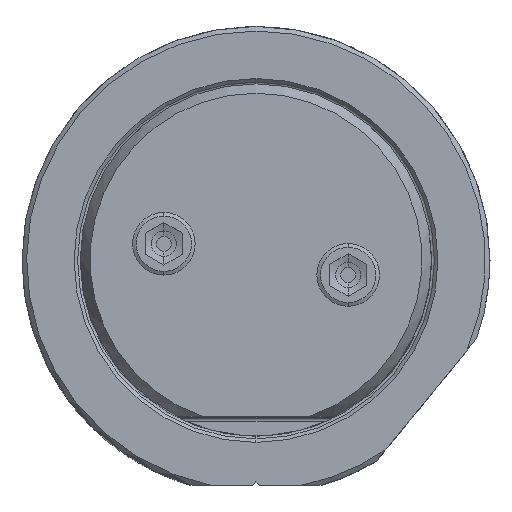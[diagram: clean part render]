
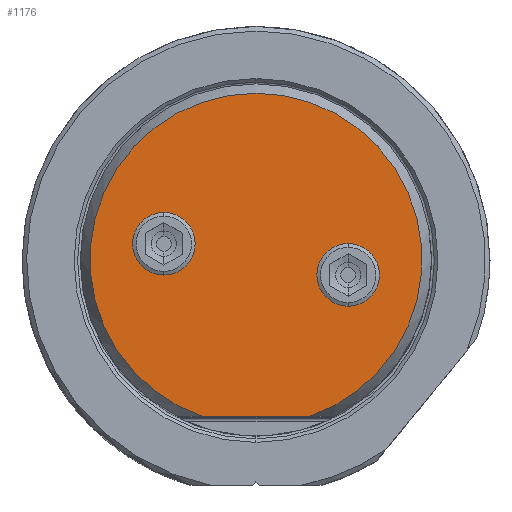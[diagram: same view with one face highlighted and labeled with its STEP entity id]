
A CAD part, top view. The second image highlights one B-rep face of the part: STEP entity #1176.
In plain terms, the highlighted planar face has unit normal (0, 0, 1).
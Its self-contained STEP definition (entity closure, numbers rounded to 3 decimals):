
#88=FACE_BOUND('',#1874,.T.);
#89=FACE_BOUND('',#1875,.T.);
#90=FACE_BOUND('',#1876,.T.);
#199=PLANE('',#6307);
#564=LINE('',#13300,#894);
#894=VECTOR('',#7441,1.);
#1176=ADVANCED_FACE('',(#88,#89,#90),#199,.T.);
#1874=EDGE_LOOP('',(#3111,#3112,#3113));
#1875=EDGE_LOOP('',(#3114,#3115));
#1876=EDGE_LOOP('',(#3116,#3117));
#3111=ORIENTED_EDGE('',*,*,#5141,.T.);
#3112=ORIENTED_EDGE('',*,*,#5144,.T.);
#3113=ORIENTED_EDGE('',*,*,#5142,.T.);
#3114=ORIENTED_EDGE('',*,*,#5147,.T.);
#3115=ORIENTED_EDGE('',*,*,#5148,.T.);
#3116=ORIENTED_EDGE('',*,*,#5149,.T.);
#3117=ORIENTED_EDGE('',*,*,#5150,.T.);
#4430=VERTEX_POINT('',#13290);
#4431=VERTEX_POINT('',#13292);
#4432=VERTEX_POINT('',#13294);
#4433=VERTEX_POINT('',#13307);
#4434=VERTEX_POINT('',#13308);
#4435=VERTEX_POINT('',#13311);
#4436=VERTEX_POINT('',#13312);
#5141=EDGE_CURVE('',#4431,#4430,#5686,.T.);
#5142=EDGE_CURVE('',#4432,#4431,#5687,.T.);
#5144=EDGE_CURVE('',#4430,#4432,#564,.T.);
#5147=EDGE_CURVE('',#4433,#4434,#5688,.T.);
#5148=EDGE_CURVE('',#4434,#4433,#5689,.T.);
#5149=EDGE_CURVE('',#4435,#4436,#5690,.T.);
#5150=EDGE_CURVE('',#4436,#4435,#5691,.T.);
#5686=CIRCLE('',#6297,18.022);
#5687=CIRCLE('',#6298,18.022);
#5688=CIRCLE('',#6303,3.4);
#5689=CIRCLE('',#6304,3.4);
#5690=CIRCLE('',#6305,3.4);
#5691=CIRCLE('',#6306,3.4);
#6297=AXIS2_PLACEMENT_3D('',#13291,#7435,#7436);
#6298=AXIS2_PLACEMENT_3D('',#13293,#7437,#7438);
#6303=AXIS2_PLACEMENT_3D('',#13306,#7450,#7451);
#6304=AXIS2_PLACEMENT_3D('',#13309,#7452,#7453);
#6305=AXIS2_PLACEMENT_3D('',#13310,#7454,#7455);
#6306=AXIS2_PLACEMENT_3D('',#13313,#7456,#7457);
#6307=AXIS2_PLACEMENT_3D('',#13314,#7458,#7459);
#7435=DIRECTION('',(0.,0.,1.));
#7436=DIRECTION('',(0.,1.,0.));
#7437=DIRECTION('',(0.,0.,1.));
#7438=DIRECTION('',(0.324,-0.946,0.));
#7441=DIRECTION('',(1.,0.,0.));
#7450=DIRECTION('',(0.,0.,-1.));
#7451=DIRECTION('',(1.,0.,0.));
#7452=DIRECTION('',(0.,0.,-1.));
#7453=DIRECTION('',(-1.,0.,0.));
#7454=DIRECTION('',(0.,0.,-1.));
#7455=DIRECTION('',(1.,0.,0.));
#7456=DIRECTION('',(0.,0.,-1.));
#7457=DIRECTION('',(-1.,0.,0.));
#7458=DIRECTION('',(0.,0.,1.));
#7459=DIRECTION('',(1.,0.,0.));
#13290=CARTESIAN_POINT('',(-5.839,-17.05,69.85));
#13291=CARTESIAN_POINT('',(0.,0.,69.85));
#13292=CARTESIAN_POINT('',(0.,18.022,69.85));
#13293=CARTESIAN_POINT('',(0.,0.,69.85));
#13294=CARTESIAN_POINT('',(5.839,-17.05,69.85));
#13300=CARTESIAN_POINT('',(-5.839,-17.05,69.85));
#13306=CARTESIAN_POINT('',(10.003,-1.693,69.85));
#13307=CARTESIAN_POINT('',(13.403,-1.693,69.85));
#13308=CARTESIAN_POINT('',(6.603,-1.693,69.85));
#13309=CARTESIAN_POINT('',(10.003,-1.693,69.85));
#13310=CARTESIAN_POINT('',(-10.003,1.693,69.85));
#13311=CARTESIAN_POINT('',(-6.603,1.693,69.85));
#13312=CARTESIAN_POINT('',(-13.403,1.693,69.85));
#13313=CARTESIAN_POINT('',(-10.003,1.693,69.85));
#13314=CARTESIAN_POINT('',(0.,0.487,69.85));
